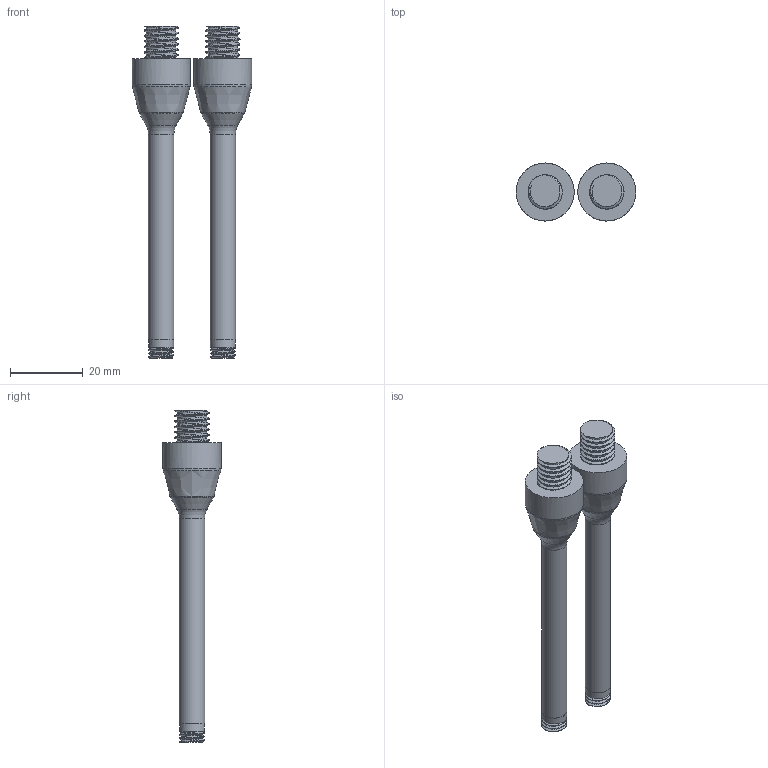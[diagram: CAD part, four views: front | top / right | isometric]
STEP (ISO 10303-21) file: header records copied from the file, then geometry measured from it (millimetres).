
FILE_DESCRIPTION(/* description */ (''),/* implementation_level */ '2;1');
FILE_NAME(/* name */ 'windex-pinnar-thread v10.step',/* time_stamp */ '2023-03-15T19:09:20+01:00',/* author */ (''),/* organization */ (''),/* preprocessor_version */ 'ST-DEVELOPER v19.2',/* originating_system */ 'Autodesk Translation Framework v11.17.0.187',/* authorisation */ '');
FILE_SCHEMA (('AUTOMOTIVE_DESIGN { 1 0 10303 214 3 1 1 }'));
Length unit declared in the file: millimetre
Products named in the file (1): windex-pinnar-thread
Bounding box: 33 x 16 x 91.5 mm (x, y, z)
Volume: 17817.2 mm3; surface area: 8699.7 mm2
Topology: 3 solids, 3 shells, 117 faces, 297 edges, 192 vertices
Faces by surface type: cylinder 75, bspline 21, plane 15, torus 3, cone 3
Full cylindrical faces by diameter (mm): 6.884 x4, 7 x3, 8.141 x12, 9.45 x9, 16 x3
Entity records: 9455 total; most frequent: CARTESIAN_POINT 6949, ORIENTED_EDGE 594, DIRECTION 380, EDGE_CURVE 297, VERTEX_POINT 192, B_SPLINE_CURVE_WITH_KNOTS 171, AXIS2_PLACEMENT_3D 157, EDGE_LOOP 123
